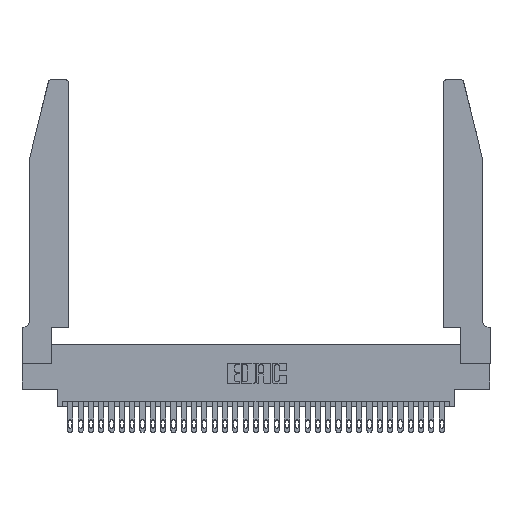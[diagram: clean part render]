
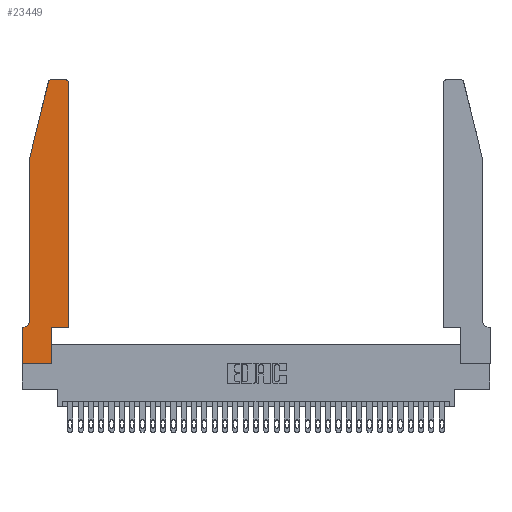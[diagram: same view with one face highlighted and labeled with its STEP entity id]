
A CAD part, top view. The second image highlights one B-rep face of the part: STEP entity #23449.
In plain terms, the highlighted planar face has unit normal (0, 0, 1).
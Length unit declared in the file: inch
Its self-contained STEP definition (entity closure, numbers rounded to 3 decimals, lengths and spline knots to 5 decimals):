
#417 = CARTESIAN_POINT ( 'NONE',  ( 0.2865, 0., 0.37 ) ) ;
#750 = CARTESIAN_POINT ( 'NONE',  ( 0.25487, 2.72718, 0.37 ) ) ;
#885 = ORIENTED_EDGE ( 'NONE', *, *, #8701, .T. ) ;
#1623 = ORIENTED_EDGE ( 'NONE', *, *, #25558, .T. ) ;
#1630 = VERTEX_POINT ( 'NONE', #7608 ) ;
#2215 = CIRCLE ( 'NONE', #13608, 0.07 ) ;
#2873 = DIRECTION ( 'NONE',  ( -1., 0., 0. ) ) ;
#3852 = CARTESIAN_POINT ( 'NONE',  ( 0., 0., 0.37 ) ) ;
#4054 = VERTEX_POINT ( 'NONE', #417 ) ;
#4416 = CARTESIAN_POINT ( 'NONE',  ( 0., 0., 0.37 ) ) ;
#4735 = VERTEX_POINT ( 'NONE', #7352 ) ;
#5278 = CARTESIAN_POINT ( 'NONE',  ( 0.4505, 2.72, 0.37 ) ) ;
#5570 = DIRECTION ( 'NONE',  ( 0., 0., -1. ) ) ;
#5585 = CARTESIAN_POINT ( 'NONE',  ( 0.0755, 2., 0.37 ) ) ;
#5749 = VECTOR ( 'NONE', #16553, 39.37008 ) ;
#5998 = DIRECTION ( 'NONE',  ( 1., 0., 0. ) ) ;
#6046 = CARTESIAN_POINT ( 'NONE',  ( 0.4505, 0.35, 0.37 ) ) ;
#6150 = VERTEX_POINT ( 'NONE', #18263 ) ;
#6583 = CARTESIAN_POINT ( 'NONE',  ( 0.2865, 0.35, 0.37 ) ) ;
#7100 = VERTEX_POINT ( 'NONE', #28426 ) ;
#7352 = CARTESIAN_POINT ( 'NONE',  ( 0., 0.35, 0.37 ) ) ;
#7608 = CARTESIAN_POINT ( 'NONE',  ( 0.4205, 2.75, 0.37 ) ) ;
#7974 = VECTOR ( 'NONE', #12970, 39.37008 ) ;
#8091 = ORIENTED_EDGE ( 'NONE', *, *, #26890, .T. ) ;
#8224 = CIRCLE ( 'NONE', #28537, 0.03 ) ;
#8287 = ORIENTED_EDGE ( 'NONE', *, *, #28560, .T. ) ;
#8518 = LINE ( 'NONE', #24725, #13156 ) ;
#8701 = EDGE_CURVE ( 'NONE', #33747, #1630, #27331, .T. ) ;
#8838 = AXIS2_PLACEMENT_3D ( 'NONE', #11912, #22940, #12034 ) ;
#9419 = FACE_OUTER_BOUND ( 'NONE', #17408, .T. ) ;
#9529 = VERTEX_POINT ( 'NONE', #17281 ) ;
#10091 = VERTEX_POINT ( 'NONE', #750 ) ;
#10566 = VERTEX_POINT ( 'NONE', #14143 ) ;
#10766 = ORIENTED_EDGE ( 'NONE', *, *, #24304, .T. ) ;
#10782 = DIRECTION ( 'NONE',  ( 0., 1., 0. ) ) ;
#11692 = EDGE_CURVE ( 'NONE', #29218, #4054, #12558, .T. ) ;
#11857 = ORIENTED_EDGE ( 'NONE', *, *, #14136, .T. ) ;
#11912 = CARTESIAN_POINT ( 'NONE',  ( 0., 0.35, 0.37 ) ) ;
#12034 = DIRECTION ( 'NONE',  ( 1., 0., 0. ) ) ;
#12300 = VECTOR ( 'NONE', #10782, 39.37008 ) ;
#12558 = LINE ( 'NONE', #3852, #14200 ) ;
#12591 = DIRECTION ( 'NONE',  ( 0., -1., 0. ) ) ;
#12752 = CARTESIAN_POINT ( 'NONE',  ( 0.2605, 2.75, 0.37 ) ) ;
#12944 = EDGE_CURVE ( 'NONE', #27828, #10566, #13699, .T. ) ;
#12970 = DIRECTION ( 'NONE',  ( -1., 0., 0. ) ) ;
#13069 = CARTESIAN_POINT ( 'NONE',  ( 0.284, 2.72, 0.37 ) ) ;
#13147 = CARTESIAN_POINT ( 'NONE',  ( 0.2865, 0.35, 0.37 ) ) ;
#13156 = VECTOR ( 'NONE', #14060, 39.37008 ) ;
#13608 = AXIS2_PLACEMENT_3D ( 'NONE', #32080, #5570, #2873 ) ;
#13699 = LINE ( 'NONE', #6046, #5749 ) ;
#14060 = DIRECTION ( 'NONE',  ( 0., 1., 0. ) ) ;
#14136 = EDGE_CURVE ( 'NONE', #29497, #10091, #8224, .T. ) ;
#14143 = CARTESIAN_POINT ( 'NONE',  ( 0.4505, 0.35, 0.37 ) ) ;
#14200 = VECTOR ( 'NONE', #17778, 39.37008 ) ;
#14621 = VECTOR ( 'NONE', #29425, 39.37008 ) ;
#14631 = VECTOR ( 'NONE', #26994, 39.37008 ) ;
#14918 = EDGE_CURVE ( 'NONE', #4735, #29218, #25260, .T. ) ;
#16553 = DIRECTION ( 'NONE',  ( 1., 0., 0. ) ) ;
#17281 = CARTESIAN_POINT ( 'NONE',  ( 0.0055, 0.35, 0.37 ) ) ;
#17408 = EDGE_LOOP ( 'NONE', ( #8287, #11857, #8091, #22031, #1623, #26967, #18711, #24913, #10766, #26413, #23394, #885 ) ) ;
#17778 = DIRECTION ( 'NONE',  ( 1., 0., 0. ) ) ;
#17977 = VECTOR ( 'NONE', #30262, 39.37008 ) ;
#17999 = LINE ( 'NONE', #26749, #14621 ) ;
#18255 = EDGE_CURVE ( 'NONE', #7100, #6150, #23427, .T. ) ;
#18263 = CARTESIAN_POINT ( 'NONE',  ( 0.0755, 0.42, 0.37 ) ) ;
#18711 = ORIENTED_EDGE ( 'NONE', *, *, #14918, .T. ) ;
#19367 = LINE ( 'NONE', #13147, #12300 ) ;
#20841 = DIRECTION ( 'NONE',  ( 0., 0., 1. ) ) ;
#22031 = ORIENTED_EDGE ( 'NONE', *, *, #18255, .T. ) ;
#22524 = DIRECTION ( 'NONE',  ( 1., 0., 0. ) ) ;
#22940 = DIRECTION ( 'NONE',  ( 0., 0., 1. ) ) ;
#23394 = ORIENTED_EDGE ( 'NONE', *, *, #23931, .T. ) ;
#23427 = LINE ( 'NONE', #24197, #17977 ) ;
#23449 = ADVANCED_FACE ( 'NONE', ( #9419 ), #28050, .T. ) ;
#23459 = LINE ( 'NONE', #5585, #14631 ) ;
#23931 = EDGE_CURVE ( 'NONE', #10566, #33747, #8518, .T. ) ;
#24197 = CARTESIAN_POINT ( 'NONE',  ( 0.0755, 2., 0.37 ) ) ;
#24304 = EDGE_CURVE ( 'NONE', #4054, #27828, #19367, .T. ) ;
#24725 = CARTESIAN_POINT ( 'NONE',  ( 0.4505, 0.35, 0.37 ) ) ;
#24913 = ORIENTED_EDGE ( 'NONE', *, *, #11692, .T. ) ;
#25260 = LINE ( 'NONE', #4416, #33989 ) ;
#25558 = EDGE_CURVE ( 'NONE', #6150, #9529, #2215, .T. ) ;
#25788 = CARTESIAN_POINT ( 'NONE',  ( 0.284, 2.75, 0.37 ) ) ;
#26413 = ORIENTED_EDGE ( 'NONE', *, *, #12944, .T. ) ;
#26749 = CARTESIAN_POINT ( 'NONE',  ( 0.0755, 0.35, 0.37 ) ) ;
#26890 = EDGE_CURVE ( 'NONE', #10091, #7100, #23459, .T. ) ;
#26967 = ORIENTED_EDGE ( 'NONE', *, *, #34448, .T. ) ;
#26994 = DIRECTION ( 'NONE',  ( -0.239, -0.971, 0. ) ) ;
#27331 = CIRCLE ( 'NONE', #28901, 0.03 ) ;
#27828 = VERTEX_POINT ( 'NONE', #6583 ) ;
#28009 = CARTESIAN_POINT ( 'NONE',  ( 0.4205, 2.72, 0.37 ) ) ;
#28050 = PLANE ( 'NONE',  #8838 ) ;
#28426 = CARTESIAN_POINT ( 'NONE',  ( 0.0755, 2., 0.37 ) ) ;
#28537 = AXIS2_PLACEMENT_3D ( 'NONE', #13069, #20841, #5998 ) ;
#28560 = EDGE_CURVE ( 'NONE', #1630, #29497, #29320, .T. ) ;
#28901 = AXIS2_PLACEMENT_3D ( 'NONE', #28009, #32858, #22524 ) ;
#29218 = VERTEX_POINT ( 'NONE', #29808 ) ;
#29320 = LINE ( 'NONE', #12752, #7974 ) ;
#29425 = DIRECTION ( 'NONE',  ( -1., 0., 0. ) ) ;
#29497 = VERTEX_POINT ( 'NONE', #25788 ) ;
#29808 = CARTESIAN_POINT ( 'NONE',  ( 0., 0., 0.37 ) ) ;
#30262 = DIRECTION ( 'NONE',  ( 0., -1., 0. ) ) ;
#32080 = CARTESIAN_POINT ( 'NONE',  ( 0.0055, 0.42, 0.37 ) ) ;
#32858 = DIRECTION ( 'NONE',  ( 0., 0., 1. ) ) ;
#33747 = VERTEX_POINT ( 'NONE', #5278 ) ;
#33989 = VECTOR ( 'NONE', #12591, 39.37008 ) ;
#34448 = EDGE_CURVE ( 'NONE', #9529, #4735, #17999, .T. ) ;
